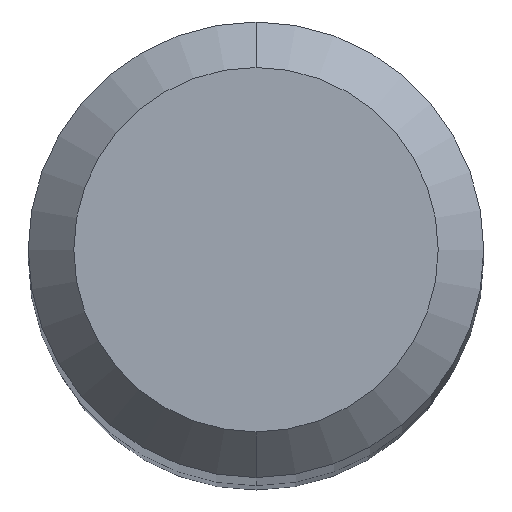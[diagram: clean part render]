
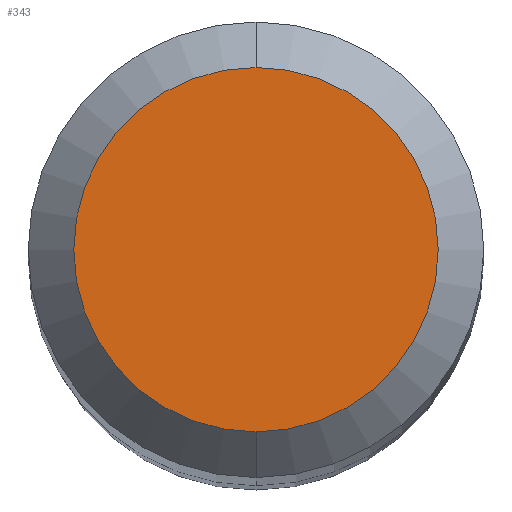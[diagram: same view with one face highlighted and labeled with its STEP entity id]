
A CAD part, top view. The second image highlights one B-rep face of the part: STEP entity #343.
In plain terms, the highlighted planar face has unit normal (0, 0, 1).
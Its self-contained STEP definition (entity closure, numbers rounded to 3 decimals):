
#307=VERTEX_POINT('',#629);
#321=EDGE_CURVE('',#357,#307,#644,.T.);
#343=ADVANCED_FACE('',(#667),#668,.T.);
#357=VERTEX_POINT('',#683);
#435=EDGE_CURVE('',#307,#357,#772,.T.);
#629=CARTESIAN_POINT('',(0.0,1.2,0.0));
#644=CIRCLE('',#1157,1.2);
#667=FACE_OUTER_BOUND('',#1203,.T.);
#668=PLANE('',#1204);
#683=CARTESIAN_POINT('',(0.,-1.2,0.0));
#772=CIRCLE('',#1407,1.2);
#1157=AXIS2_PLACEMENT_3D('',#1629,#1630,#1631);
#1203=EDGE_LOOP('',(#1653,#1654));
#1204=AXIS2_PLACEMENT_3D('',#1655,#1656,#1657);
#1407=AXIS2_PLACEMENT_3D('',#1794,#1795,#1796);
#1629=CARTESIAN_POINT('',(0.0,0.0,0.0));
#1630=DIRECTION('',(0.0,0.0,-1.0));
#1631=DIRECTION('',(0.0,1.0,0.0));
#1653=ORIENTED_EDGE('',*,*,#435,.F.);
#1654=ORIENTED_EDGE('',*,*,#321,.F.);
#1655=CARTESIAN_POINT('',(0.0,0.6,0.0));
#1656=DIRECTION('',(-0.0,0.0,1.0));
#1657=DIRECTION('',(0.0,-1.0,0.0));
#1794=CARTESIAN_POINT('',(0.0,0.0,0.0));
#1795=DIRECTION('',(0.0,0.0,-1.0));
#1796=DIRECTION('',(0.0,1.0,0.0));
